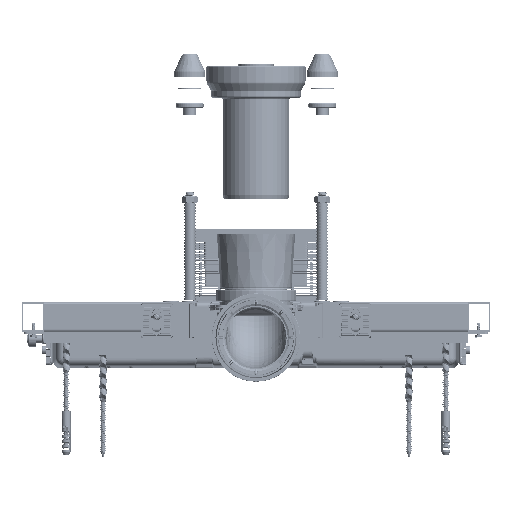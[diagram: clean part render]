
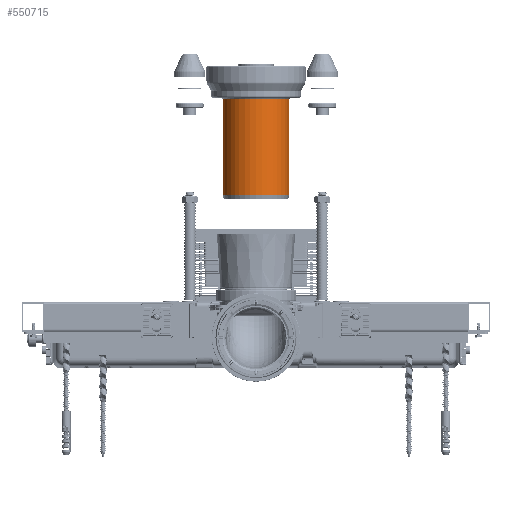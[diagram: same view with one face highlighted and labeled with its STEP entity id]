
A CAD part, front view. The second image highlights one B-rep face of the part: STEP entity #550715.
In plain terms, the highlighted cylindrical face has radius 45 mm (diameter 90 mm), a partial arc.
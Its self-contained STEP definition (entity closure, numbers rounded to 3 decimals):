
#550181=CARTESIAN_POINT('',(0.,-128.5,278.));
#550182=DIRECTION('',(0.,0.,-1.));
#550183=DIRECTION('',(1.,0.,0.));
#550184=AXIS2_PLACEMENT_3D('',#550181,#550182,#550183);
#550186=DIRECTION('',(0.,0.,1.));
#550187=VECTOR('',#550186,130.);
#550188=CARTESIAN_POINT('',(45.,-128.5,148.));
#550189=LINE('',#550188,#550187);
#550190=DIRECTION('',(0.,0.,1.));
#550191=VECTOR('',#550190,130.);
#550192=CARTESIAN_POINT('',(-45.,-128.5,148.));
#550193=LINE('',#550192,#550191);
#550194=CARTESIAN_POINT('',(0.,-128.5,148.));
#550195=DIRECTION('',(0.,0.,1.));
#550196=DIRECTION('',(-1.,0.,0.));
#550197=AXIS2_PLACEMENT_3D('',#550194,#550195,#550196);
#550484=CARTESIAN_POINT('',(45.,-128.5,278.));
#550485=CARTESIAN_POINT('',(-45.,-128.5,278.));
#550486=VERTEX_POINT('',#550484);
#550487=VERTEX_POINT('',#550485);
#550488=CARTESIAN_POINT('',(-45.,-128.5,148.));
#550489=CARTESIAN_POINT('',(45.,-128.5,148.));
#550490=VERTEX_POINT('',#550488);
#550491=VERTEX_POINT('',#550489);
#550703=CARTESIAN_POINT('',(0.,-128.5,332.));
#550704=DIRECTION('',(0.,0.,-1.));
#550705=DIRECTION('',(1.,0.,0.));
#550706=AXIS2_PLACEMENT_3D('',#550703,#550704,#550705);
#550707=CYLINDRICAL_SURFACE('',#550706,45.);
#550708=ORIENTED_EDGE('',*,*,#550690,.F.);
#550709=ORIENTED_EDGE('',*,*,#550625,.F.);
#550711=ORIENTED_EDGE('',*,*,#550710,.F.);
#550712=ORIENTED_EDGE('',*,*,#550622,.T.);
#550713=EDGE_LOOP('',(#550708,#550709,#550711,#550712));
#550714=FACE_OUTER_BOUND('',#550713,.F.);
#550715=ADVANCED_FACE('',(#550714),#550707,.T.);
#550185=CIRCLE('',#550184,45.);
#550198=CIRCLE('',#550197,45.);
#550622=EDGE_CURVE('',#550490,#550487,#550193,.T.);
#550625=EDGE_CURVE('',#550491,#550486,#550189,.T.);
#550690=EDGE_CURVE('',#550486,#550487,#550185,.T.);
#550710=EDGE_CURVE('',#550490,#550491,#550198,.T.);
